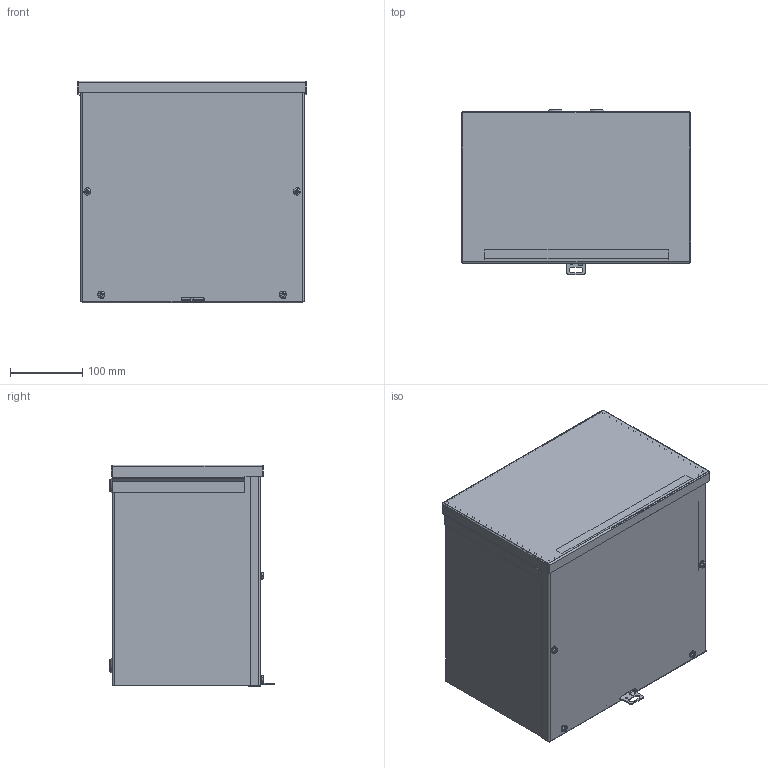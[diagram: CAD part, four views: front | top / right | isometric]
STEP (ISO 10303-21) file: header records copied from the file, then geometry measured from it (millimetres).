
FILE_DESCRIPTION (( 'STEP AP214' ), '1' );
FILE_NAME ('C3R12128SCNKO.STEP', '2020-11-02T19:54:52', ( '' ), ( '' ), 'SwSTEP 2.0', 'SolidWorks 2019', '' );
FILE_SCHEMA (( 'AUTOMOTIVE_DESIGN' ));
Length unit declared in the file: inch
Products named in the file (1): C3R12128SCNKO
Bounding box: 317.22 x 228.02 x 306.99 mm (x, y, z)
Volume: 729975.1 mm3; surface area: 996950.4 mm2
Topology: 11 solids, 11 shells, 339 faces, 855 edges, 547 vertices
Faces by surface type: plane 211, cylinder 84, bspline 29, cone 15
Full cylindrical faces by diameter (mm): 3.175 x2, 3.48 x2, 3.967 x1, 4.318 x4, 4.826 x4, 6.35 x4, 9.525 x5
Entity records: 19112 total; most frequent: CARTESIAN_POINT 6917, ORIENTED_EDGE 1548, DIRECTION 1480, EDGE_CURVE 774, VERTEX_POINT 528, AXIS2_PLACEMENT_3D 497, VECTOR 486, LINE 486
